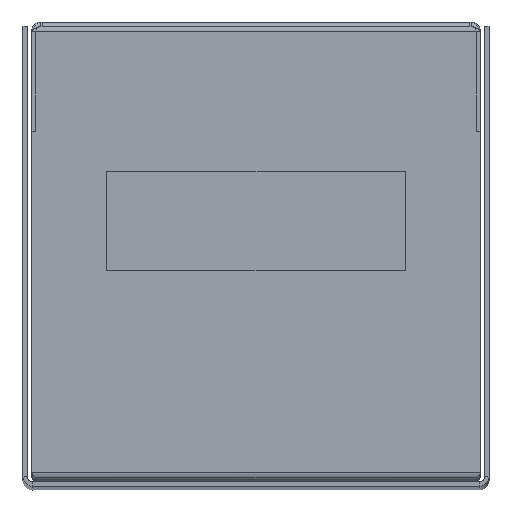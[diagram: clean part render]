
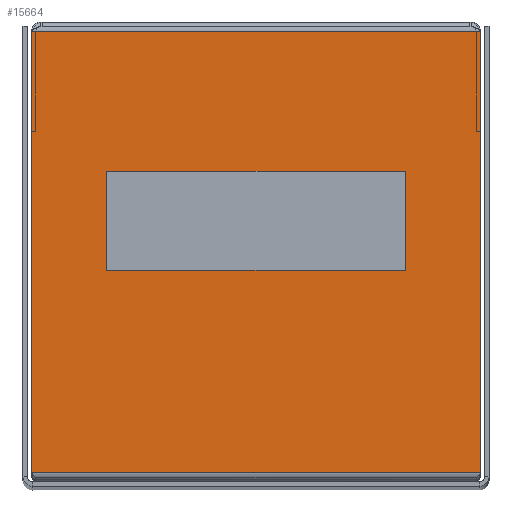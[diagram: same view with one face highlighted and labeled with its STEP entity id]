
A CAD part, top view. The second image highlights one B-rep face of the part: STEP entity #15664.
In plain terms, the highlighted face is planar.
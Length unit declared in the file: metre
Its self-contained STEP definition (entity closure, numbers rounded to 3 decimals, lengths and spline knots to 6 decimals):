
#1143=LINE('',#24129,#2598);
#1146=LINE('',#24141,#2601);
#1148=LINE('',#24150,#2603);
#1152=LINE('',#24159,#2607);
#1155=LINE('',#24165,#2610);
#1158=LINE('',#24171,#2613);
#1160=LINE('',#24174,#2615);
#1162=LINE('',#24178,#2617);
#1163=LINE('',#24185,#2618);
#1164=LINE('',#24186,#2619);
#2598=VECTOR('',#19809,1.);
#2601=VECTOR('',#19814,1.);
#2603=VECTOR('',#19818,1.);
#2607=VECTOR('',#19824,1.);
#2610=VECTOR('',#19829,1.);
#2613=VECTOR('',#19834,1.);
#2615=VECTOR('',#19838,1.);
#2617=VECTOR('',#19842,1.);
#2618=VECTOR('',#19845,1.);
#2619=VECTOR('',#19846,1.);
#3621=PLANE('',#17069);
#6014=ORIENTED_EDGE('',*,*,#9386,.F.);
#6015=ORIENTED_EDGE('',*,*,#9388,.T.);
#6016=ORIENTED_EDGE('',*,*,#9380,.T.);
#6017=ORIENTED_EDGE('',*,*,#9383,.F.);
#6018=ORIENTED_EDGE('',*,*,#9392,.F.);
#6019=ORIENTED_EDGE('',*,*,#9390,.T.);
#6020=ORIENTED_EDGE('',*,*,#9369,.F.);
#6021=ORIENTED_EDGE('',*,*,#9393,.F.);
#6022=ORIENTED_EDGE('',*,*,#9373,.F.);
#6023=ORIENTED_EDGE('',*,*,#9376,.F.);
#9369=EDGE_CURVE('',#11245,#11243,#1143,.T.);
#9373=EDGE_CURVE('',#11249,#11247,#1146,.F.);
#9376=EDGE_CURVE('',#11251,#11249,#1148,.F.);
#9380=EDGE_CURVE('',#11253,#11255,#1152,.T.);
#9383=EDGE_CURVE('',#11257,#11255,#1155,.T.);
#9386=EDGE_CURVE('',#11259,#11257,#1158,.T.);
#9388=EDGE_CURVE('',#11259,#11253,#1160,.T.);
#9390=EDGE_CURVE('',#11261,#11243,#1162,.T.);
#9392=EDGE_CURVE('',#11261,#11251,#1163,.F.);
#9393=EDGE_CURVE('',#11247,#11245,#1164,.F.);
#11243=VERTEX_POINT('',#24121);
#11245=VERTEX_POINT('',#24128);
#11247=VERTEX_POINT('',#24136);
#11249=VERTEX_POINT('',#24140);
#11251=VERTEX_POINT('',#24149);
#11253=VERTEX_POINT('',#24154);
#11255=VERTEX_POINT('',#24158);
#11257=VERTEX_POINT('',#24164);
#11259=VERTEX_POINT('',#24170);
#11261=VERTEX_POINT('',#24179);
#13103=EDGE_LOOP('',(#6014,#6015,#6016,#6017));
#13104=EDGE_LOOP('',(#6018,#6019,#6020,#6021,#6022,#6023));
#14335=FACE_BOUND('',#13103,.T.);
#14336=FACE_BOUND('',#13104,.T.);
#15664=ADVANCED_FACE('',(#14335,#14336),#3621,.T.);
#17069=AXIS2_PLACEMENT_3D('',#24184,#19843,#19844);
#19809=DIRECTION('',(0.,0.,-1.));
#19814=DIRECTION('',(0.,0.,-1.));
#19818=DIRECTION('',(0.,0.,-1.));
#19824=DIRECTION('',(0.,0.,-1.));
#19829=DIRECTION('',(1.,0.,0.));
#19834=DIRECTION('',(0.,0.,-1.));
#19838=DIRECTION('',(1.,0.,0.));
#19842=DIRECTION('',(0.,0.,1.));
#19843=DIRECTION('',(0.,-1.,0.));
#19844=DIRECTION('',(0.,0.,-1.));
#19845=DIRECTION('',(1.,0.,0.));
#19846=DIRECTION('',(-1.,0.,0.));
#24121=CARTESIAN_POINT('',(0.0226,-0.110525,0.011));
#24128=CARTESIAN_POINT('',(0.0226,-0.110525,0.0453));
#24129=CARTESIAN_POINT('',(0.0226,-0.110525,0.014425));
#24136=CARTESIAN_POINT('',(-0.0226,-0.110525,0.0453));
#24140=CARTESIAN_POINT('',(-0.0226,-0.110525,0.011));
#24141=CARTESIAN_POINT('',(-0.0226,-0.110525,0.014425));
#24149=CARTESIAN_POINT('',(-0.0226,-0.110525,0.00095));
#24150=CARTESIAN_POINT('',(-0.0226,-0.110525,0.014425));
#24154=CARTESIAN_POINT('',(0.015,-0.110525,0.025));
#24158=CARTESIAN_POINT('',(0.015,-0.110525,0.015));
#24159=CARTESIAN_POINT('',(0.015,-0.110525,0.023125));
#24164=CARTESIAN_POINT('',(-0.015,-0.110525,0.015));
#24165=CARTESIAN_POINT('',(0.,-0.110525,0.015));
#24170=CARTESIAN_POINT('',(-0.015,-0.110525,0.025));
#24171=CARTESIAN_POINT('',(-0.015,-0.110525,0.023125));
#24174=CARTESIAN_POINT('',(0.,-0.110525,0.025));
#24178=CARTESIAN_POINT('',(0.0226,-0.110525,0.023125));
#24179=CARTESIAN_POINT('',(0.0226,-0.110525,0.00095));
#24184=CARTESIAN_POINT('',(0.,-0.110525,0.023125));
#24185=CARTESIAN_POINT('',(0.,-0.110525,0.00095));
#24186=CARTESIAN_POINT('',(0.,-0.110525,0.0453));
